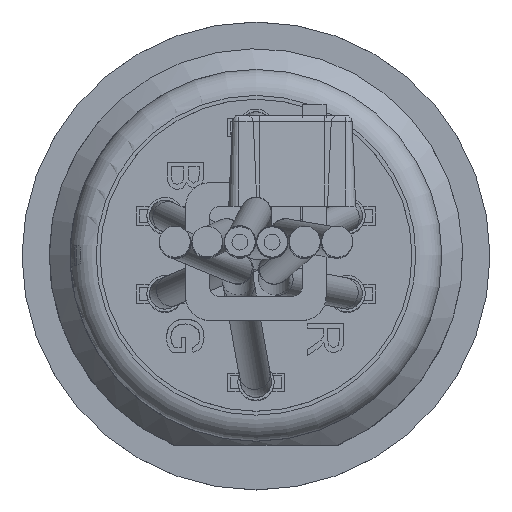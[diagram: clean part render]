
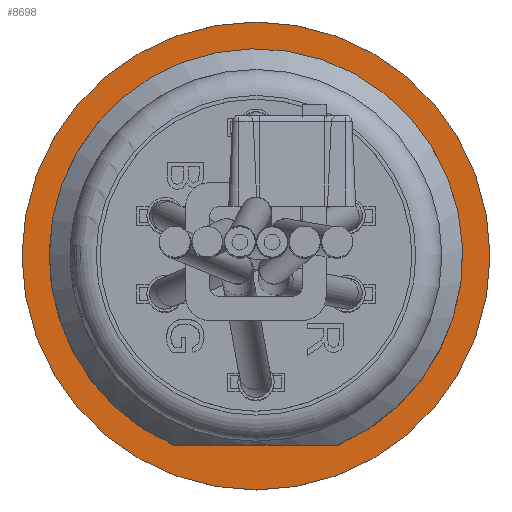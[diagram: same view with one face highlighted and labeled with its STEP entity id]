
A CAD part, top view. The second image highlights one B-rep face of the part: STEP entity #8698.
In plain terms, the highlighted planar face has unit normal (0, 0, 1).
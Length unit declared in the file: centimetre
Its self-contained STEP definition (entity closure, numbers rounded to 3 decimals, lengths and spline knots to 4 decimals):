
#298=PLANE('',#9517);
#463=FACE_BOUND('',#1557,.T.);
#1006=FACE_OUTER_BOUND('',#1556,.T.);
#1556=EDGE_LOOP('',(#7501));
#1557=EDGE_LOOP('',(#7502));
#2057=CIRCLE('',#9518,0.9);
#2058=CIRCLE('',#9519,0.73);
#4159=VERTEX_POINT('',#16100);
#4160=VERTEX_POINT('',#16102);
#5319=EDGE_CURVE('',#4159,#4159,#2057,.T.);
#5320=EDGE_CURVE('',#4160,#4160,#2058,.T.);
#7501=ORIENTED_EDGE('',*,*,#5319,.F.);
#7502=ORIENTED_EDGE('',*,*,#5320,.F.);
#8698=ADVANCED_FACE('',(#1006,#463),#298,.F.);
#9517=AXIS2_PLACEMENT_3D('',#16099,#11482,#11483);
#9518=AXIS2_PLACEMENT_3D('',#16101,#11484,#11485);
#9519=AXIS2_PLACEMENT_3D('',#16103,#11486,#11487);
#11482=DIRECTION('center_axis',(0.,0.,
-1.));
#11483=DIRECTION('ref_axis',(0.,-1.,0.));
#11484=DIRECTION('center_axis',(0.,0.,
-1.));
#11485=DIRECTION('ref_axis',(1.,0.,0.));
#11486=DIRECTION('center_axis',(0.,0.,
1.));
#11487=DIRECTION('ref_axis',(0.,-1.,0.));
#16099=CARTESIAN_POINT('Origin',(0.,0.,
-2.));
#16100=CARTESIAN_POINT('',(-0.9,0.,-2.));
#16101=CARTESIAN_POINT('Origin',(0.,0.,
-2.));
#16102=CARTESIAN_POINT('',(0.,0.73,-2.));
#16103=CARTESIAN_POINT('Origin',(0.,0.,
-2.));
